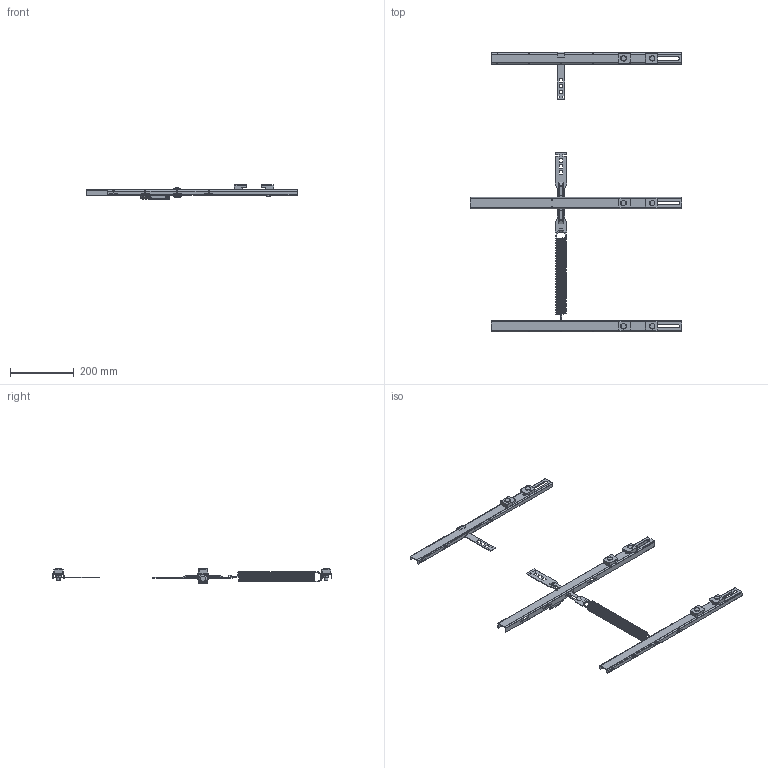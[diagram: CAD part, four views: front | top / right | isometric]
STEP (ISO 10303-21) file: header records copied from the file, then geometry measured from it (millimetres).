
FILE_DESCRIPTION (( 'STEP AP214' ), '1' );
FILE_NAME ('LIMAX SRMS2.STEP', '2018-03-09T13:05:34', ( '' ), ( '' ), 'SwSTEP 2.0', 'SolidWorks 2017', '' );
FILE_SCHEMA (( 'AUTOMOTIVE_DESIGN' ));
Length unit declared in the file: millimetre
Products named in the file (6): Group5^Baugruppe8; Group1^Baugruppe8; LIMAX SRMS2; Group3^Baugruppe8; Group2^Baugruppe8; LIMAX SUP-1^Baugruppe8
Assembly tree (5 placements, depth 2):
  LIMAX SRMS2
    Group1^Baugruppe8
    Group2^Baugruppe8
    Group3^Baugruppe8
    Group5^Baugruppe8
    LIMAX SUP-1^Baugruppe8
Bounding box: 665 x 879.61 x 50.17 mm (x, y, z)
Volume: 514656.3 mm3; surface area: 433359.6 mm2
Topology: 44 solids, 44 shells, 1561 faces, 3899 edges, 2327 vertices
Faces by surface type: plane 846, cylinder 345, cone 208, torus 88, bspline 46, sphere 28
Entity records: 108501 total; most frequent: CARTESIAN_POINT 71007, ORIENTED_EDGE 7674, DIRECTION 7660, EDGE_CURVE 3837, AXIS2_PLACEMENT_3D 2693, VERTEX_POINT 2327, LINE 2274, VECTOR 2274
